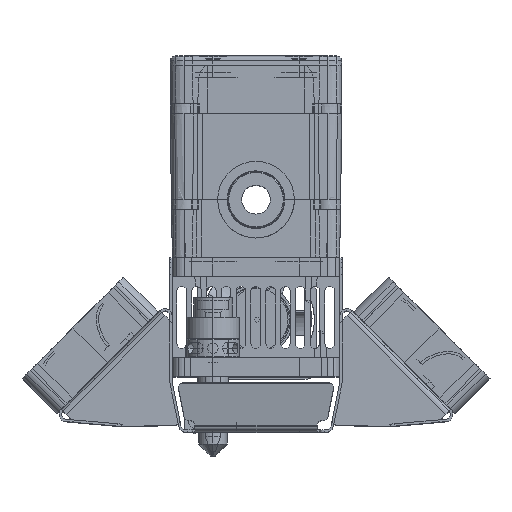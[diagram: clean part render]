
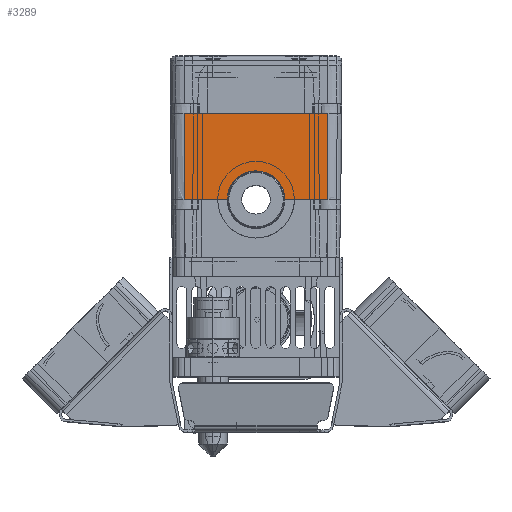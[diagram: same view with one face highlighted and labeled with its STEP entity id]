
A CAD part, top view. The second image highlights one B-rep face of the part: STEP entity #3289.
In plain terms, the highlighted face is planar.
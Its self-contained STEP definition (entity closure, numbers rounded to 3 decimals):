
#3289=ADVANCED_FACE('0:1627',(#6552),#6553,.T.);
#6552=FACE_OUTER_BOUND('',#12340,.T.);
#6553=PLANE('',#12341);
#12340=EDGE_LOOP('',(#21007,#21008,#21009,#21010,#21011,#21012));
#12341=AXIS2_PLACEMENT_3D('',#21013,#21014,#21015);
#21007=ORIENTED_EDGE('',*,*,#23089,.T.);
#21008=ORIENTED_EDGE('',*,*,#23459,.T.);
#21009=ORIENTED_EDGE('',*,*,#22961,.T.);
#21010=ORIENTED_EDGE('',*,*,#25032,.F.);
#21011=ORIENTED_EDGE('',*,*,#25682,.F.);
#21012=ORIENTED_EDGE('',*,*,#25300,.T.);
#21013=CARTESIAN_POINT('',(-17.7,0.0,15.0));
#21014=DIRECTION('',(-1.,-0.009,0.));
#21015=DIRECTION('',(-0.009,1.,0.));
#22961=EDGE_CURVE('0:2056',#27283,#27281,#27284,.T.);
#23089=EDGE_CURVE('0:1990',#27493,#27494,#27495,.T.);
#23459=EDGE_CURVE('0:2263',#27494,#27283,#28096,.T.);
#25032=EDGE_CURVE('0:1987',#29683,#27281,#30391,.T.);
#25300=EDGE_CURVE('0:1948',#30722,#27493,#30723,.T.);
#25682=EDGE_CURVE('0:2143',#30722,#29683,#31157,.T.);
#27281=VERTEX_POINT('NONE',#34406);
#27283=VERTEX_POINT('NONE',#34408);
#27284=LINE('',#34409,#34410);
#27493=VERTEX_POINT('NONE',#35141);
#27494=VERTEX_POINT('NONE',#35142);
#27495=LINE('',#35143,#35144);
#28096=ELLIPSE('',#36309,6.,6.0);
#29683=VERTEX_POINT('NONE',#39313);
#30391=LINE('',#40587,#40588);
#30722=VERTEX_POINT('NONE',#41136);
#30723=LINE('',#41137,#41138);
#31157=LINE('',#41936,#41937);
#34406=CARTESIAN_POINT('',(-17.7,0.0,15.0));
#34408=CARTESIAN_POINT('',(-17.7,0.0,6.0));
#34409=CARTESIAN_POINT('',(-17.7,0.0,15.0));
#34410=VECTOR('',#43454,1.0);
#35141=CARTESIAN_POINT('',(-17.7,0.0,-15.));
#35142=CARTESIAN_POINT('',(-17.7,0.0,-6.0));
#35143=CARTESIAN_POINT('',(-17.7,0.0,15.0));
#35144=VECTOR('',#43626,1.0);
#36309=AXIS2_PLACEMENT_3D('',#44156,#44157,#44158);
#39313=CARTESIAN_POINT('',(-17.857,18.0,15.0));
#40587=CARTESIAN_POINT('',(-17.7,0.,15.0));
#40588=VECTOR('',#46386,1.0);
#41136=CARTESIAN_POINT('',(-17.857,18.0,-15.));
#41137=CARTESIAN_POINT('',(-17.7,0.,-15.));
#41138=VECTOR('',#46693,1.0);
#41936=CARTESIAN_POINT('',(-17.857,18.0,15.0));
#41937=VECTOR('',#47088,1.0);
#43454=DIRECTION('',(0.,-0.0,1.0));
#43626=DIRECTION('',(0.,-0.0,1.0));
#44156=CARTESIAN_POINT('',(-17.7,0.,0.));
#44157=DIRECTION('',(1.,0.009,0.));
#44158=DIRECTION('',(0.009,-1.,0.));
#46386=DIRECTION('',(0.009,-1.,-0.0));
#46693=DIRECTION('',(0.009,-1.,0.));
#47088=DIRECTION('',(0.,-0.0,1.0));
